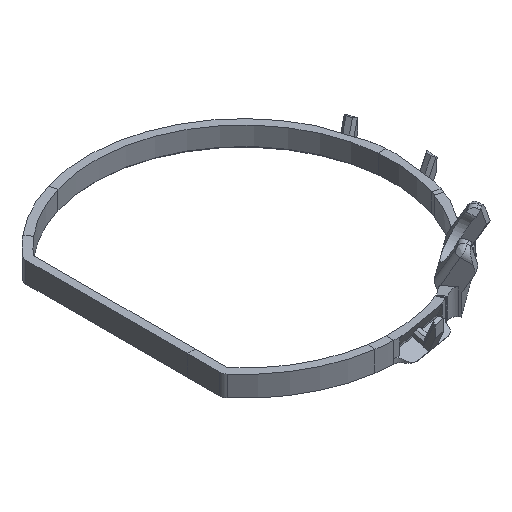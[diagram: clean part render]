
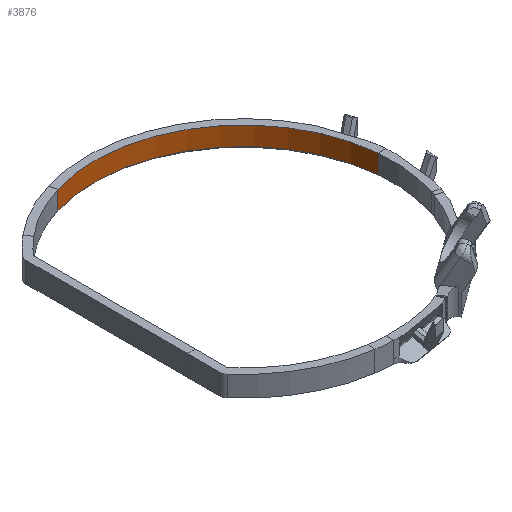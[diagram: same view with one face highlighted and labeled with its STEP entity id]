
A CAD part, isometric view. The second image highlights one B-rep face of the part: STEP entity #3876.
In plain terms, the highlighted cylindrical face has radius 28.75 mm (diameter 57.5 mm), a partial arc.
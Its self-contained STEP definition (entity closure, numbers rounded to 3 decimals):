
#159=CYLINDRICAL_SURFACE('',#4183,28.75);
#220=CIRCLE('',#4140,28.75);
#230=CIRCLE('',#4182,28.75);
#390=FACE_OUTER_BOUND('',#607,.T.);
#607=EDGE_LOOP('',(#3107,#3108,#3109,#3110));
#869=LINE('',#6240,#1274);
#931=LINE('',#6637,#1336);
#1274=VECTOR('',#4779,10.);
#1336=VECTOR('',#4931,10.);
#1670=VERTEX_POINT('',#6237);
#1671=VERTEX_POINT('',#6239);
#1673=VERTEX_POINT('',#6245);
#1727=VERTEX_POINT('',#6633);
#2129=EDGE_CURVE('',#1670,#1671,#869,.T.);
#2133=EDGE_CURVE('',#1673,#1670,#220,.T.);
#2215=EDGE_CURVE('',#1671,#1727,#230,.T.);
#2216=EDGE_CURVE('',#1727,#1673,#931,.T.);
#3107=ORIENTED_EDGE('',*,*,#2216,.F.);
#3108=ORIENTED_EDGE('',*,*,#2215,.F.);
#3109=ORIENTED_EDGE('',*,*,#2129,.F.);
#3110=ORIENTED_EDGE('',*,*,#2133,.F.);
#3876=ADVANCED_FACE('',(#390),#159,.F.);
#4140=AXIS2_PLACEMENT_3D('',#6248,#4785,#4786);
#4182=AXIS2_PLACEMENT_3D('',#6635,#4927,#4928);
#4183=AXIS2_PLACEMENT_3D('',#6636,#4929,#4930);
#4779=DIRECTION('',(0.,0.,1.));
#4785=DIRECTION('center_axis',(0.,0.,1.));
#4786=DIRECTION('ref_axis',(0.758,0.652,0.));
#4927=DIRECTION('center_axis',(0.,0.,-1.));
#4928=DIRECTION('ref_axis',(-0.758,-0.652,0.));
#4929=DIRECTION('center_axis',(0.,0.,1.));
#4930=DIRECTION('ref_axis',(0.56,0.828,0.));
#4931=DIRECTION('',(0.,0.,-1.));
#6237=CARTESIAN_POINT('',(-8.291,27.529,0.4));
#6239=CARTESIAN_POINT('',(-8.291,27.529,4.));
#6240=CARTESIAN_POINT('',(-8.291,27.529,0.));
#6245=CARTESIAN_POINT('',(28.636,2.553,0.4));
#6248=CARTESIAN_POINT('Origin',(0.,0.,0.4));
#6633=CARTESIAN_POINT('',(28.636,2.553,4.));
#6635=CARTESIAN_POINT('Origin',(0.,0.,4.));
#6636=CARTESIAN_POINT('Origin',(0.,0.,0.));
#6637=CARTESIAN_POINT('',(28.636,2.553,0.));
